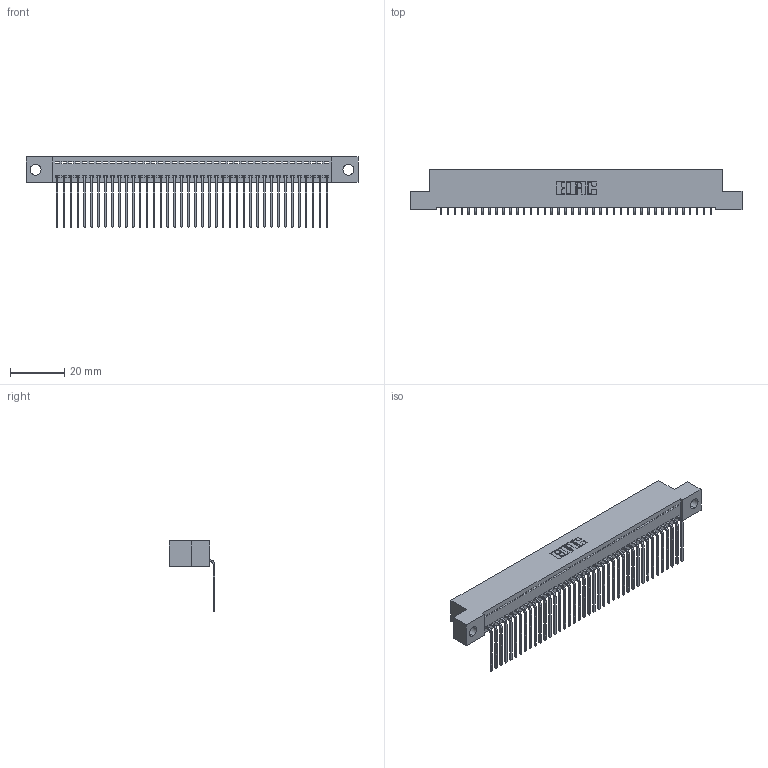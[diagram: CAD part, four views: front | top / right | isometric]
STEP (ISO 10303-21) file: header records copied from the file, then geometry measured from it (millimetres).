
FILE_DESCRIPTION (( 'STEP AP203' ), '1' );
FILE_NAME ('392-040-559-104.STEP', '2019-10-07T20:19:09', ( '' ), ( '' ), 'SwSTEP 2.0', 'SolidWorks 2016', '' );
FILE_SCHEMA (( 'CONFIG_CONTROL_DESIGN' ));
Length unit declared in the file: inch
Products named in the file (3): 345-292-001_558 559 Tail - 1; 392-040-559-104; 342 Part_.156 TH
Assembly tree (41 placements, depth 2):
  392-040-559-104
    342 Part_.156 TH
    345-292-001_558 559 Tail - 1  x40
Bounding box: 121.92 x 16.83 x 25.78 mm (x, y, z)
Volume: 10728.8 mm3; surface area: 16293.1 mm2
Topology: 41 solids, 41 shells, 2510 faces, 7579 edges, 4998 vertices
Faces by surface type: plane 1826, cylinder 684
Entity records: 24667 total; most frequent: CARTESIAN_POINT 4262, ORIENTED_EDGE 4238, DIRECTION 3599, EDGE_CURVE 2119, LINE 1991, VECTOR 1991, VERTEX_POINT 1410, AXIS2_PLACEMENT_3D 804
